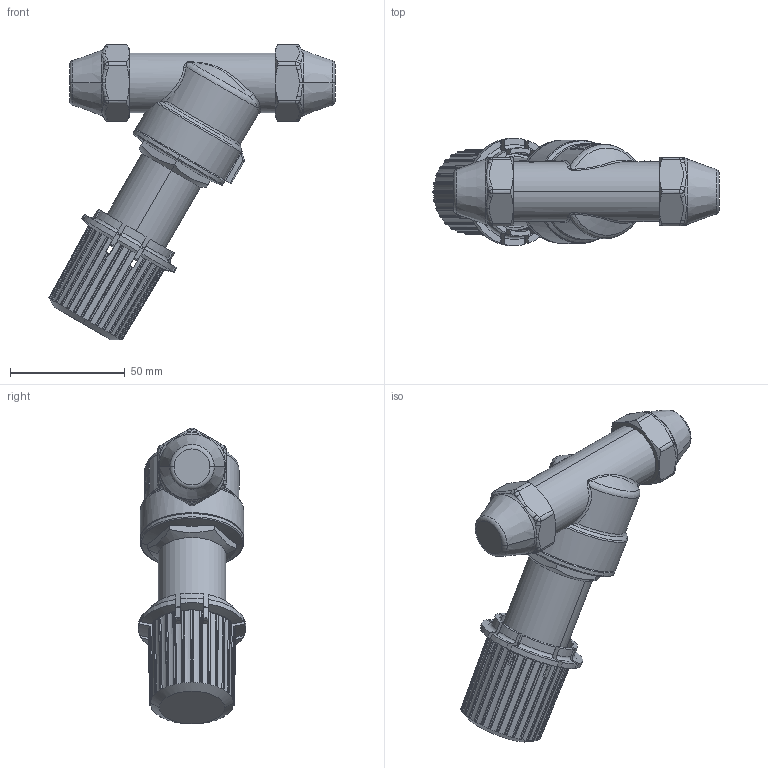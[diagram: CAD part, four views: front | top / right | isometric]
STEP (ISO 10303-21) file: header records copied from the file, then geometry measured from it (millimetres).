
FILE_DESCRIPTION((''),'2;1');
FILE_NAME('003L6115-BIM_SW0001','2023-05-15T10:07:53',('F09560'),(''),'CREO PARAMETRIC BY PTC INC, 2022124','CREO PARAMETRIC BY PTC INC, 2022124','');
FILE_SCHEMA(('AUTOMOTIVE_DESIGN { 1 0 10303 214 1 1 1 1 }'));
Length unit declared in the file: millimetre
Products named in the file (1): 003L6115-BIM_SW0001
Bounding box: 124.59 x 46.68 x 128.78 mm (x, y, z)
Volume: 107869.5 mm3; surface area: 48434.4 mm2
Topology: 1 solids, 1 shells, 869 faces, 2395 edges, 1536 vertices
Faces by surface type: cylinder 237, plane 218, bspline 201, cone 112, extrusion 51, torus 35, sphere 15
Entity records: 45131 total; most frequent: CARTESIAN_POINT 21355, ORIENTED_EDGE 4790, DIRECTION 3163, EDGE_CURVE 2395, VERTEX_POINT 1536, AXIS2_PLACEMENT_3D 1201, B_SPLINE_CURVE_WITH_KNOTS 1166, EDGE_LOOP 897
